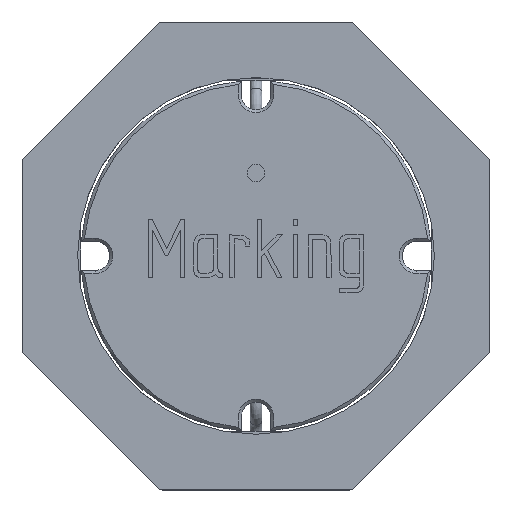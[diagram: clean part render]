
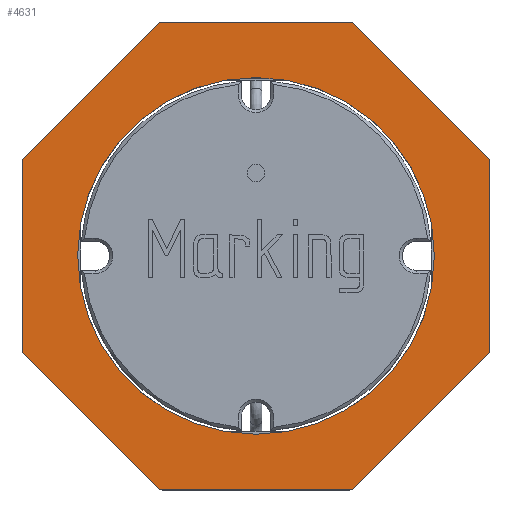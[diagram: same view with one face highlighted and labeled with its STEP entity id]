
A CAD part, top view. The second image highlights one B-rep face of the part: STEP entity #4631.
In plain terms, the highlighted planar face has unit normal (0, 0, 1).
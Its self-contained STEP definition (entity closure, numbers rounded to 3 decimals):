
#126=CIRCLE('',#4840,3.05);
#270=ORIENTED_EDGE('',*,*,#1207,.F.);
#271=ORIENTED_EDGE('',*,*,#1182,.F.);
#272=ORIENTED_EDGE('',*,*,#1208,.F.);
#273=ORIENTED_EDGE('',*,*,#1209,.F.);
#274=ORIENTED_EDGE('',*,*,#1198,.F.);
#275=ORIENTED_EDGE('',*,*,#1193,.F.);
#276=ORIENTED_EDGE('',*,*,#1201,.F.);
#277=ORIENTED_EDGE('',*,*,#1203,.F.);
#278=ORIENTED_EDGE('',*,*,#1191,.T.);
#1182=EDGE_CURVE('',#1657,#1658,#1963,.T.);
#1191=EDGE_CURVE('',#1661,#1661,#126,.T.);
#1193=EDGE_CURVE('',#1662,#1663,#1969,.T.);
#1198=EDGE_CURVE('',#1663,#1666,#1974,.T.);
#1201=EDGE_CURVE('',#1667,#1662,#1977,.T.);
#1203=EDGE_CURVE('',#1668,#1667,#1979,.T.);
#1207=EDGE_CURVE('',#1658,#1668,#1983,.T.);
#1208=EDGE_CURVE('',#1671,#1657,#1984,.T.);
#1209=EDGE_CURVE('',#1666,#1671,#1985,.T.);
#1657=VERTEX_POINT('',#6019);
#1658=VERTEX_POINT('',#6021);
#1661=VERTEX_POINT('',#6034);
#1662=VERTEX_POINT('',#6037);
#1663=VERTEX_POINT('',#6039);
#1666=VERTEX_POINT('',#6048);
#1667=VERTEX_POINT('',#6052);
#1668=VERTEX_POINT('',#6056);
#1671=VERTEX_POINT('',#6066);
#1963=LINE('',#6020,#2324);
#1969=LINE('',#6038,#2330);
#1974=LINE('',#6047,#2335);
#1977=LINE('',#6053,#2338);
#1979=LINE('',#6057,#2340);
#1983=LINE('',#6064,#2344);
#1984=LINE('',#6065,#2345);
#1985=LINE('',#6067,#2346);
#2324=VECTOR('',#5128,1000.);
#2330=VECTOR('',#5148,1000.);
#2335=VECTOR('',#5155,1000.);
#2338=VECTOR('',#5160,1000.);
#2340=VECTOR('',#5164,1000.);
#2344=VECTOR('',#5170,1000.);
#2345=VECTOR('',#5171,1000.);
#2346=VECTOR('',#5172,1000.);
#2667=EDGE_LOOP('',(#270,#271,#272,#273,#274,#275,#276,#277));
#2668=EDGE_LOOP('',(#278));
#2892=FACE_BOUND('',#2667,.T.);
#2893=FACE_BOUND('',#2668,.T.);
#3115=PLANE('',#4845);
#4631=ADVANCED_FACE('',(#2892,#2893),#3115,.F.);
#4840=AXIS2_PLACEMENT_3D('',#6033,#5143,#5144);
#4845=AXIS2_PLACEMENT_3D('',#6063,#5168,#5169);
#5128=DIRECTION('',(-1.,0.,0.));
#5143=DIRECTION('',(0.,0.,-1.));
#5144=DIRECTION('',(1.,0.,0.));
#5148=DIRECTION('',(1.,0.,0.));
#5155=DIRECTION('',(0.707,-0.707,0.));
#5160=DIRECTION('',(0.707,0.707,0.));
#5164=DIRECTION('',(0.,1.,0.));
#5168=DIRECTION('',(0.,0.,-1.));
#5169=DIRECTION('',(-1.,0.,0.));
#5170=DIRECTION('',(-0.707,0.707,0.));
#5171=DIRECTION('',(-0.707,-0.707,0.));
#5172=DIRECTION('',(0.,-1.,0.));
#6019=CARTESIAN_POINT('',(1.657,-4.,1.6));
#6020=CARTESIAN_POINT('',(1.657,-4.,1.6));
#6021=CARTESIAN_POINT('',(-1.657,-4.,1.6));
#6033=CARTESIAN_POINT('',(0.,0.,1.6));
#6034=CARTESIAN_POINT('',(3.05,0.,1.6));
#6037=CARTESIAN_POINT('',(-1.657,4.,1.6));
#6038=CARTESIAN_POINT('',(-1.657,4.,1.6));
#6039=CARTESIAN_POINT('',(1.657,4.,1.6));
#6047=CARTESIAN_POINT('',(1.657,4.,1.6));
#6048=CARTESIAN_POINT('',(4.,1.657,1.6));
#6052=CARTESIAN_POINT('',(-4.,1.657,1.6));
#6053=CARTESIAN_POINT('',(-4.,1.657,1.6));
#6056=CARTESIAN_POINT('',(-4.,-1.657,1.6));
#6057=CARTESIAN_POINT('',(-4.,-1.657,1.6));
#6063=CARTESIAN_POINT('',(-5.657,0.,1.6));
#6064=CARTESIAN_POINT('',(-1.657,-4.,1.6));
#6065=CARTESIAN_POINT('',(4.,-1.657,1.6));
#6066=CARTESIAN_POINT('',(4.,-1.657,1.6));
#6067=CARTESIAN_POINT('',(4.,1.657,1.6));
